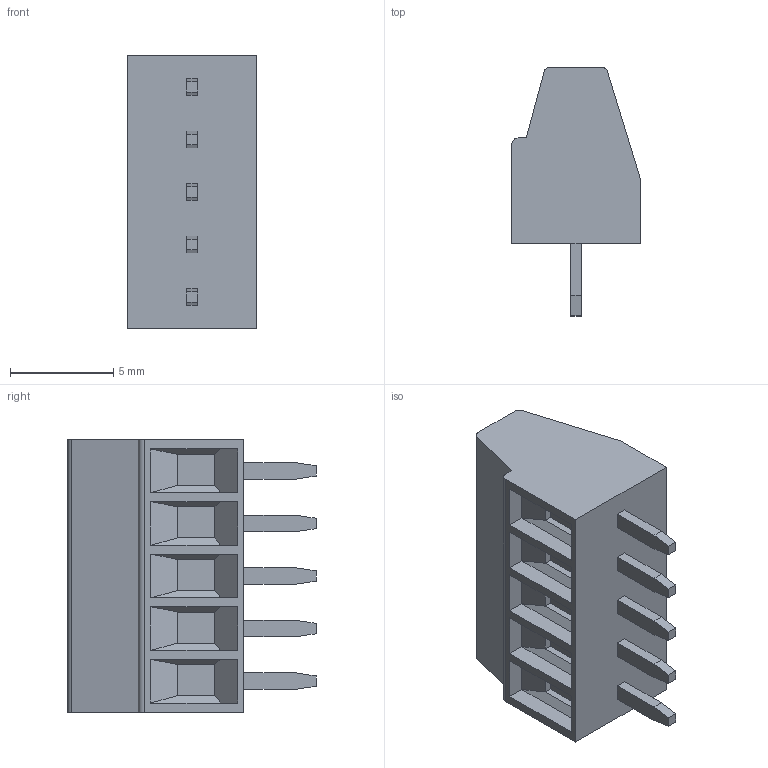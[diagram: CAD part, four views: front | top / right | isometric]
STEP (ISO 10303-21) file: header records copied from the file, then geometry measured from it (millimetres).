
FILE_DESCRIPTION((''),'2;1');
FILE_NAME('PRT0008','2024-08-24T10:09:28',('tluser'),(''),'CREO PARAMETRIC BY PTC INC, 2018100','CREO PARAMETRIC BY PTC INC, 2018100','');
FILE_SCHEMA(('AUTOMOTIVE_DESIGN { 1 0 10303 214 1 1 1 1 }'));
Length unit declared in the file: millimetre
Products named in the file (1): PRT0008
Bounding box: 6.2 x 12 x 13.16 mm (x, y, z)
Volume: 526.9 mm3; surface area: 590.6 mm2
Topology: 1 solids, 1 shells, 143 faces, 348 edges, 222 vertices
Faces by surface type: plane 129, cylinder 14
Entity records: 4224 total; most frequent: CARTESIAN_POINT 724, ORIENTED_EDGE 696, DIRECTION 695, EDGE_CURVE 348, VECTOR 300, LINE 300, VERTEX_POINT 222, AXIS2_PLACEMENT_3D 196
